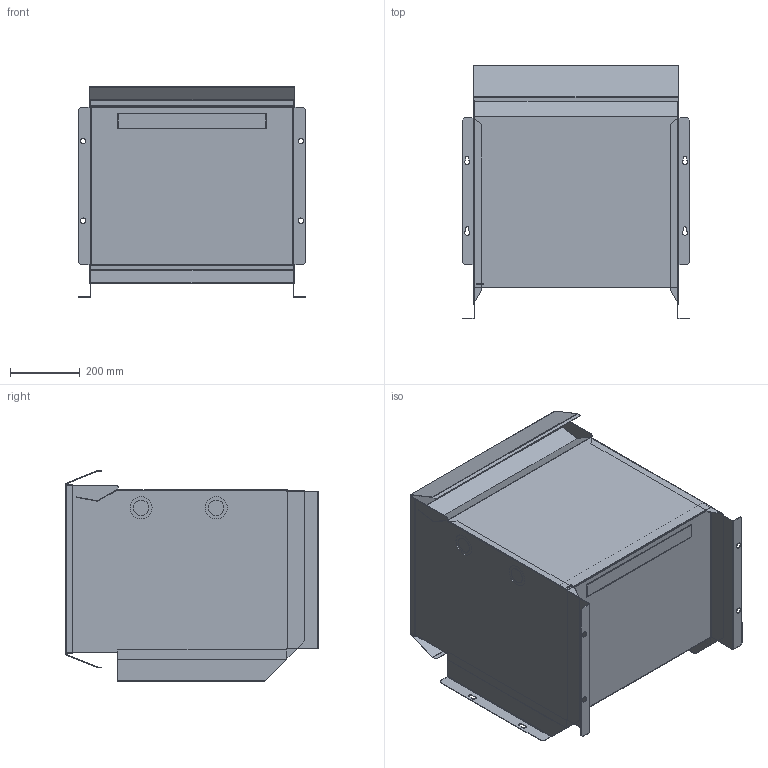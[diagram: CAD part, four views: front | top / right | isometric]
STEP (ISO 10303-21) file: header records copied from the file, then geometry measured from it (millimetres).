
FILE_DESCRIPTION (( 'STEP AP214' ), '1' );
FILE_NAME ('SG3A0030KB.step', '2019-07-15T16:08:16', ( '' ), ( '' ), 'SwSTEP 2.0', 'SolidWorks 2018', '' );
FILE_SCHEMA (( 'AUTOMOTIVE_DESIGN' ));
Length unit declared in the file: inch
Products named in the file (1): SG3A0030KB
Bounding box: 653.92 x 728.16 x 604.54 mm (x, y, z)
Volume: 3367592.2 mm3; surface area: 4710863.3 mm2
Topology: 7 solids, 7 shells, 332 faces, 876 edges, 568 vertices
Faces by surface type: plane 217, cylinder 81, bspline 34
Entity records: 12100 total; most frequent: CARTESIAN_POINT 3811, ORIENTED_EDGE 1752, DIRECTION 1574, EDGE_CURVE 876, LINE 640, VECTOR 640, VERTEX_POINT 568, AXIS2_PLACEMENT_3D 467
